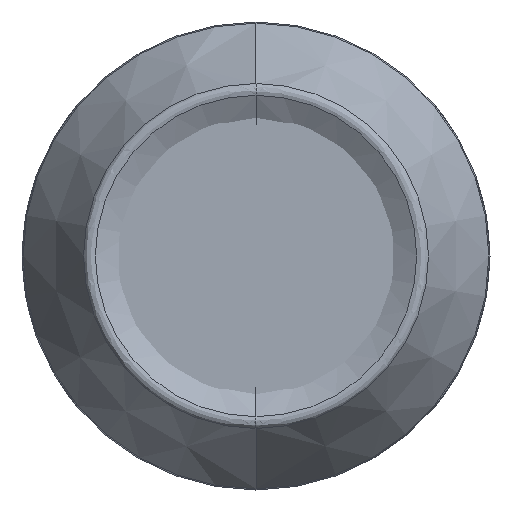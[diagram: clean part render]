
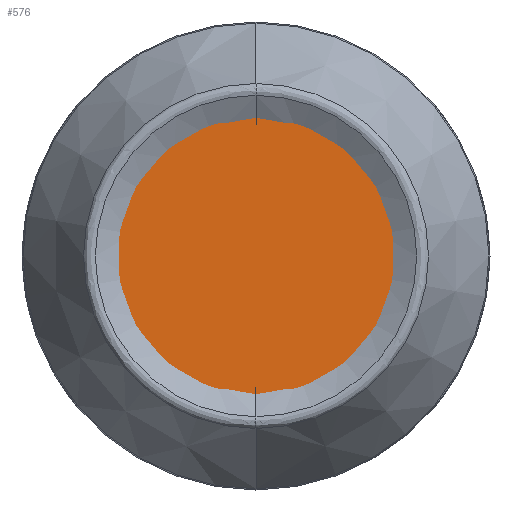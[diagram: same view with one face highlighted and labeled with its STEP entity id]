
A CAD part, left-side view. The second image highlights one B-rep face of the part: STEP entity #576.
In plain terms, the highlighted planar face has unit normal (-1, 0, 0).
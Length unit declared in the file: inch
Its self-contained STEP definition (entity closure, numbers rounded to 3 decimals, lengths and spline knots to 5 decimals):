
#136 = EDGE_CURVE ( 'NONE', #720, #560, #1080, .T. ) ;
#147 = CARTESIAN_POINT ( 'NONE',  ( 0.03543, -1.22226, -0.61113 ) ) ;
#326 = CARTESIAN_POINT ( 'NONE',  ( 0.03543, 0., -0.61113 ) ) ;
#475 = PLANE ( 'NONE',  #1941 ) ;
#487 = DIRECTION ( 'NONE',  ( 0., 0., 1. ) ) ;
#496 =( BOUNDED_CURVE ( )  B_SPLINE_CURVE ( 3, ( #1223, #1234, #1405, #2105 ),
 .UNSPECIFIED., .F., .F. ) 
 B_SPLINE_CURVE_WITH_KNOTS ( ( 4, 4 ),
 ( 0.5, 1. ),
 .UNSPECIFIED. ) 
 CURVE ( )  GEOMETRIC_REPRESENTATION_ITEM ( )  RATIONAL_B_SPLINE_CURVE ( ( 1., 0.333, 0.333, 1. ) ) 
 REPRESENTATION_ITEM ( '' )  );
#560 = VERTEX_POINT ( 'NONE', #1523 ) ;
#576 = ADVANCED_FACE ( 'NONE', ( #1844 ), #475, .T. ) ;
#720 = VERTEX_POINT ( 'NONE', #727 ) ;
#727 = CARTESIAN_POINT ( 'NONE',  ( 0.03543, 0., 0.61113 ) ) ;
#883 = ORIENTED_EDGE ( 'NONE', *, *, #136, .F. ) ;
#1080 =( BOUNDED_CURVE ( )  B_SPLINE_CURVE ( 3, ( #1175, #1876, #147, #326 ),
 .UNSPECIFIED., .F., .T. ) 
 B_SPLINE_CURVE_WITH_KNOTS ( ( 4, 4 ),
 ( 0., 0.5 ),
 .UNSPECIFIED. ) 
 CURVE ( )  GEOMETRIC_REPRESENTATION_ITEM ( )  RATIONAL_B_SPLINE_CURVE ( ( 1., 0.333, 0.333, 1. ) ) 
 REPRESENTATION_ITEM ( '' )  );
#1175 = CARTESIAN_POINT ( 'NONE',  ( 0.03543, 0., 0.61113 ) ) ;
#1189 = DIRECTION ( 'NONE',  ( -1., 0., 0. ) ) ;
#1223 = CARTESIAN_POINT ( 'NONE',  ( 0.03543, 0., -0.61113 ) ) ;
#1234 = CARTESIAN_POINT ( 'NONE',  ( 0.03543, 1.22226, -0.61113 ) ) ;
#1405 = CARTESIAN_POINT ( 'NONE',  ( 0.03543, 1.22226, 0.61113 ) ) ;
#1523 = CARTESIAN_POINT ( 'NONE',  ( 0.03543, 0., -0.61113 ) ) ;
#1598 = ORIENTED_EDGE ( 'NONE', *, *, #2097, .F. ) ;
#1844 = FACE_OUTER_BOUND ( 'NONE', #1863, .T. ) ;
#1863 = EDGE_LOOP ( 'NONE', ( #883, #1598 ) ) ;
#1876 = CARTESIAN_POINT ( 'NONE',  ( 0.03543, -1.22226, 0.61113 ) ) ;
#1941 = AXIS2_PLACEMENT_3D ( 'NONE', #2213, #1189, #487 ) ;
#2097 = EDGE_CURVE ( 'NONE', #560, #720, #496, .T. ) ;
#2105 = CARTESIAN_POINT ( 'NONE',  ( 0.03543, 0., 0.61113 ) ) ;
#2213 = CARTESIAN_POINT ( 'NONE',  ( 0.03543, 0.62269, 0. ) ) ;
